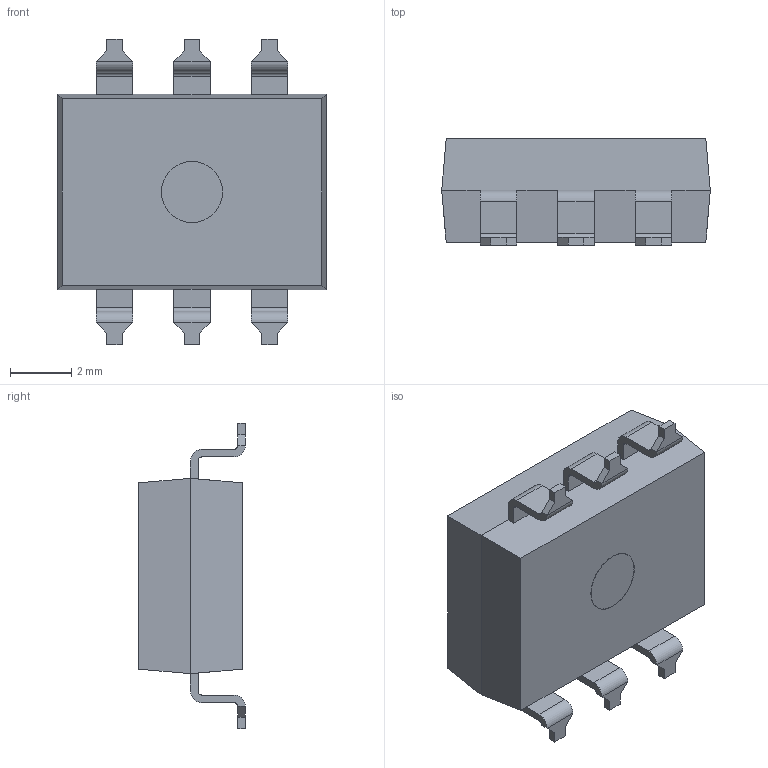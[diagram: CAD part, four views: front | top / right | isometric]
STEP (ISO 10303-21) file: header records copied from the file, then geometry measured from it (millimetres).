
FILE_DESCRIPTION((''),'2;1');
FILE_NAME('DIP-6-PIN-SMD.stp','2013-05-29T14:06:57',('odafonseca'),(''),'Autodesk Inventor 2013','Autodesk Inventor 2013','');
FILE_SCHEMA(('AUTOMOTIVE_DESIGN { 1 0 10303 214 1 1 1 1 }'));
Length unit declared in the file: inch
Products named in the file (1): DIP-6-PIN-SMD
Bounding box: 8.8 x 3.5 x 10 mm (x, y, z)
Volume: 188.9 mm3; surface area: 255.4 mm2
Topology: 1 solids, 1 shells, 242 faces, 638 edges, 412 vertices
Faces by surface type: plane 136, bspline 80, cylinder 26
Full cylindrical faces by diameter (mm): 1 x1, 2 x1
Entity records: 8060 total; most frequent: CARTESIAN_POINT 2331, ORIENTED_EDGE 1272, DIRECTION 854, EDGE_CURVE 636, VECTOR 424, LINE 424, VERTEX_POINT 412, EDGE_LOOP 258
